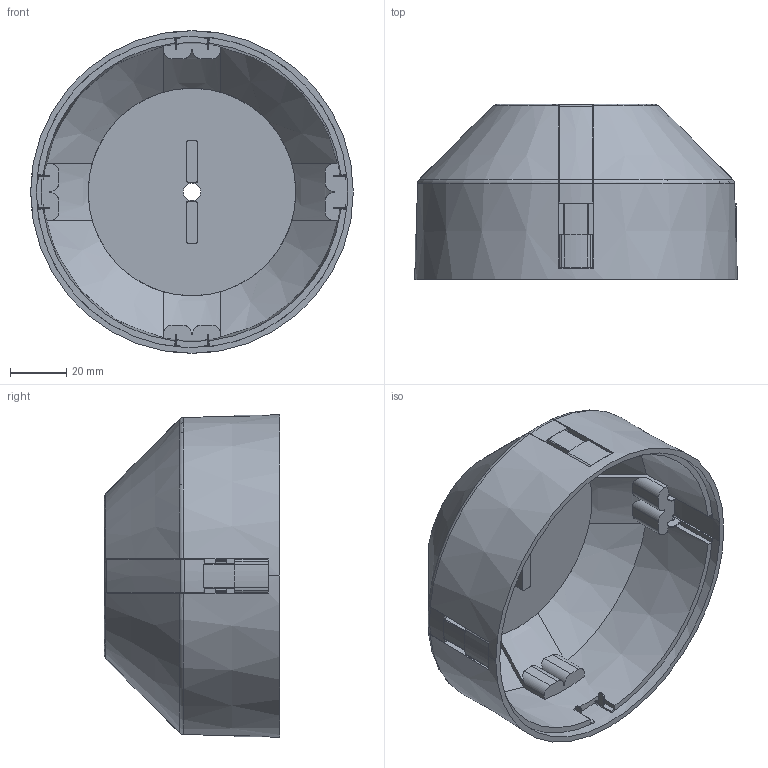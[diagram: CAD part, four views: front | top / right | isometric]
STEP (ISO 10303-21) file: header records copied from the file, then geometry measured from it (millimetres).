
FILE_DESCRIPTION((''),'2;1');
FILE_NAME('DM_CAD-0838A_SW0001','2015-09-03T',('Creinig-se'),(''),'PRO/ENGINEER BY PARAMETRIC TECHNOLOGY CORPORATION, 2013050','PRO/ENGINEER BY PARAMETRIC TECHNOLOGY CORPORATION, 2013050','');
FILE_SCHEMA(('CONFIG_CONTROL_DESIGN'));
Length unit declared in the file: millimetre
Products named in the file (1): DM_CAD-0838A_SW0001
Bounding box: 115 x 62.5 x 115 mm (x, y, z)
Volume: 139416.8 mm3; surface area: 62470.9 mm2
Topology: 4 solids, 4 shells, 761 faces, 2402 edges, 1576 vertices
Faces by surface type: plane 296, cylinder 283, torus 82, cone 52, revolution 24, sphere 16, bspline 8
Entity records: 36308 total; most frequent: CARTESIAN_POINT 10173, ORIENTED_EDGE 4784, DIRECTION 3949, EDGE_CURVE 2392, VERTEX_POINT 1576, AXIS2_PLACEMENT_3D 1474, VECTOR 977, LINE 977
